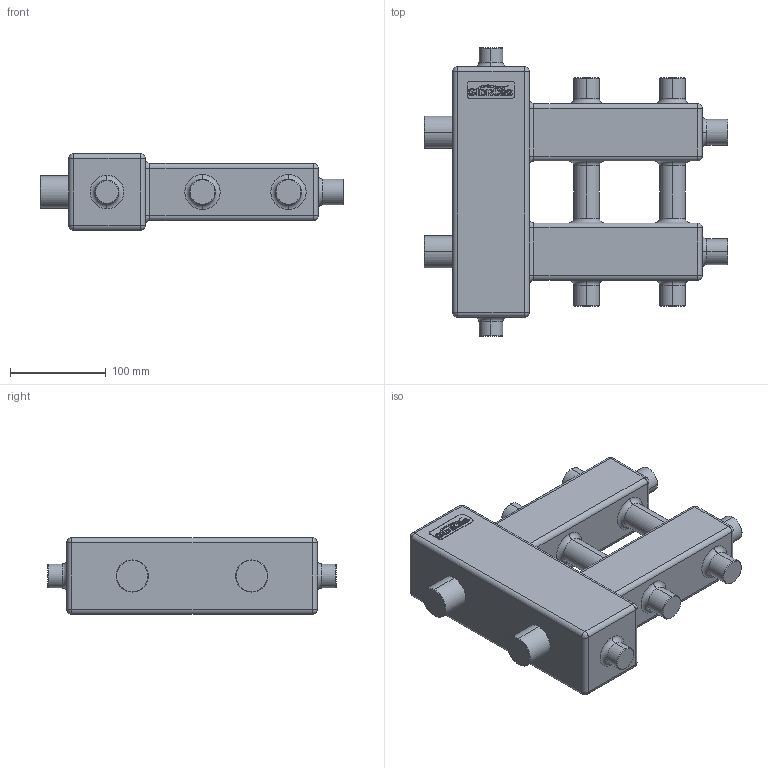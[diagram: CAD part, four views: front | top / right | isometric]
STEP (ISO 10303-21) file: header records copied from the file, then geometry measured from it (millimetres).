
FILE_DESCRIPTION (( 'STEP AP214' ), '1' );
FILE_NAME ('BMK-60-3DU.10.STEP', '2016-12-26T08:33:23', ( '' ), ( '' ), 'SwSTEP 2.0', 'SolidWorks 2015', '' );
FILE_SCHEMA (( 'AUTOMOTIVE_DESIGN' ));
Length unit declared in the file: millimetre
Products named in the file (1): BMK-60-3DU.10
Bounding box: 318 x 302 x 81 mm (x, y, z)
Volume: 3209142.5 mm3; surface area: 204673.8 mm2
Topology: 1 solids, 1 shells, 684 faces, 1856 edges, 1192 vertices
Faces by surface type: bspline 344, plane 204, cylinder 68, torus 32, cone 20, sphere 16
Entity records: 23586 total; most frequent: CARTESIAN_POINT 8201, ORIENTED_EDGE 3680, DIRECTION 2054, EDGE_CURVE 1840, VERTEX_POINT 1192, VECTOR 924, LINE 924, EDGE_LOOP 722
